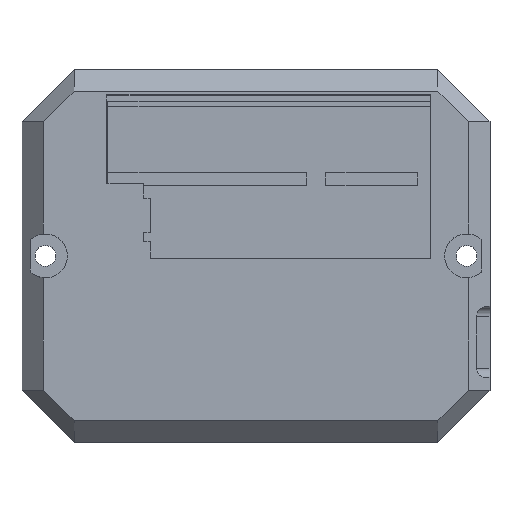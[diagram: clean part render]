
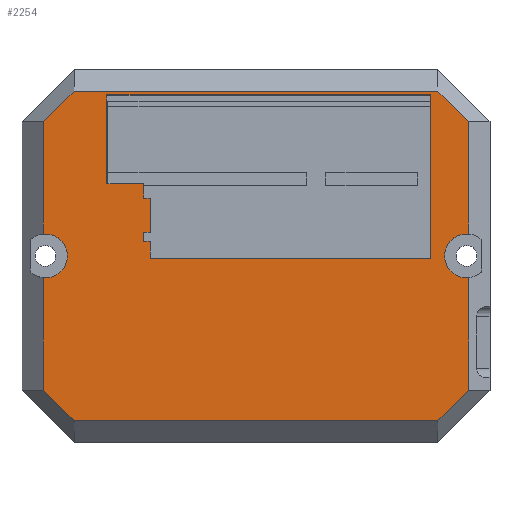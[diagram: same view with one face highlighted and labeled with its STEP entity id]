
A CAD part, top view. The second image highlights one B-rep face of the part: STEP entity #2254.
In plain terms, the highlighted planar face has unit normal (0, 0, 1).
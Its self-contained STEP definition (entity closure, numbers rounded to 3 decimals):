
#21=FACE_BOUND('',#307,.T.);
#70=PLANE('',#2405);
#184=FACE_OUTER_BOUND('',#306,.T.);
#306=EDGE_LOOP('',(#1783,#1784,#1785,#1786,#1787,#1788,#1789,#1790,#1791,
#1792,#1793,#1794));
#307=EDGE_LOOP('',(#1795,#1796,#1797,#1798,#1799,#1800,#1801,#1802,#1803,
#1804,#1805,#1806));
#418=LINE('',#3143,#717);
#425=LINE('',#3157,#724);
#431=LINE('',#3170,#730);
#435=LINE('',#3181,#734);
#437=LINE('',#3184,#736);
#442=LINE('',#3195,#741);
#445=LINE('',#3201,#744);
#447=LINE('',#3205,#746);
#449=LINE('',#3212,#748);
#450=LINE('',#3214,#749);
#478=LINE('',#3285,#777);
#481=LINE('',#3291,#780);
#483=LINE('',#3295,#782);
#485=LINE('',#3299,#784);
#487=LINE('',#3303,#786);
#489=LINE('',#3307,#788);
#491=LINE('',#3311,#790);
#493=LINE('',#3315,#792);
#495=LINE('',#3318,#794);
#496=LINE('',#3321,#795);
#498=LINE('',#3325,#797);
#500=LINE('',#3328,#799);
#717=VECTOR('',#2545,10.);
#724=VECTOR('',#2556,10.);
#730=VECTOR('',#2566,10.);
#734=VECTOR('',#2576,10.);
#736=VECTOR('',#2578,10.);
#741=VECTOR('',#2587,10.);
#744=VECTOR('',#2594,10.);
#746=VECTOR('',#2598,10.);
#748=VECTOR('',#2604,10.);
#749=VECTOR('',#2607,10.);
#777=VECTOR('',#2675,10.);
#780=VECTOR('',#2680,10.);
#782=VECTOR('',#2684,10.);
#784=VECTOR('',#2688,10.);
#786=VECTOR('',#2692,10.);
#788=VECTOR('',#2696,10.);
#790=VECTOR('',#2700,10.);
#792=VECTOR('',#2704,10.);
#794=VECTOR('',#2708,10.);
#795=VECTOR('',#2711,10.);
#797=VECTOR('',#2715,10.);
#799=VECTOR('',#2719,10.);
#997=CIRCLE('',#2380,3.375);
#998=CIRCLE('',#2382,3.375);
#1032=VERTEX_POINT('',#3137);
#1034=VERTEX_POINT('',#3141);
#1038=VERTEX_POINT('',#3152);
#1039=VERTEX_POINT('',#3155);
#1042=VERTEX_POINT('',#3164);
#1044=VERTEX_POINT('',#3168);
#1048=VERTEX_POINT('',#3179);
#1049=VERTEX_POINT('',#3183);
#1051=VERTEX_POINT('',#3189);
#1053=VERTEX_POINT('',#3193);
#1055=VERTEX_POINT('',#3204);
#1058=VERTEX_POINT('',#3210);
#1080=VERTEX_POINT('',#3282);
#1081=VERTEX_POINT('',#3284);
#1082=VERTEX_POINT('',#3288);
#1083=VERTEX_POINT('',#3290);
#1084=VERTEX_POINT('',#3294);
#1085=VERTEX_POINT('',#3298);
#1086=VERTEX_POINT('',#3302);
#1087=VERTEX_POINT('',#3306);
#1088=VERTEX_POINT('',#3310);
#1089=VERTEX_POINT('',#3314);
#1090=VERTEX_POINT('',#3320);
#1091=VERTEX_POINT('',#3324);
#1255=EDGE_CURVE('',#1034,#1032,#418,.T.);
#1262=EDGE_CURVE('',#1039,#1038,#425,.T.);
#1268=EDGE_CURVE('',#1044,#1042,#431,.T.);
#1273=EDGE_CURVE('',#1048,#1044,#435,.T.);
#1275=EDGE_CURVE('',#1032,#1049,#437,.T.);
#1281=EDGE_CURVE('',#1053,#1051,#442,.T.);
#1284=EDGE_CURVE('',#1042,#1053,#445,.T.);
#1286=EDGE_CURVE('',#1051,#1055,#447,.T.);
#1290=EDGE_CURVE('',#1058,#1039,#449,.T.);
#1291=EDGE_CURVE('',#1038,#1034,#450,.T.);
#1314=EDGE_CURVE('',#1048,#1049,#997,.T.);
#1315=EDGE_CURVE('',#1058,#1055,#998,.T.);
#1327=EDGE_CURVE('',#1081,#1080,#478,.T.);
#1330=EDGE_CURVE('',#1083,#1082,#481,.T.);
#1332=EDGE_CURVE('',#1084,#1083,#483,.T.);
#1334=EDGE_CURVE('',#1085,#1084,#485,.T.);
#1336=EDGE_CURVE('',#1086,#1085,#487,.T.);
#1338=EDGE_CURVE('',#1087,#1086,#489,.T.);
#1340=EDGE_CURVE('',#1088,#1087,#491,.T.);
#1342=EDGE_CURVE('',#1089,#1088,#493,.T.);
#1344=EDGE_CURVE('',#1080,#1089,#495,.T.);
#1345=EDGE_CURVE('',#1090,#1081,#496,.T.);
#1347=EDGE_CURVE('',#1091,#1090,#498,.T.);
#1349=EDGE_CURVE('',#1082,#1091,#500,.T.);
#1783=ORIENTED_EDGE('',*,*,#1273,.F.);
#1784=ORIENTED_EDGE('',*,*,#1314,.T.);
#1785=ORIENTED_EDGE('',*,*,#1275,.F.);
#1786=ORIENTED_EDGE('',*,*,#1255,.F.);
#1787=ORIENTED_EDGE('',*,*,#1291,.F.);
#1788=ORIENTED_EDGE('',*,*,#1262,.F.);
#1789=ORIENTED_EDGE('',*,*,#1290,.F.);
#1790=ORIENTED_EDGE('',*,*,#1315,.T.);
#1791=ORIENTED_EDGE('',*,*,#1286,.F.);
#1792=ORIENTED_EDGE('',*,*,#1281,.F.);
#1793=ORIENTED_EDGE('',*,*,#1284,.F.);
#1794=ORIENTED_EDGE('',*,*,#1268,.F.);
#1795=ORIENTED_EDGE('',*,*,#1349,.T.);
#1796=ORIENTED_EDGE('',*,*,#1347,.T.);
#1797=ORIENTED_EDGE('',*,*,#1345,.T.);
#1798=ORIENTED_EDGE('',*,*,#1327,.T.);
#1799=ORIENTED_EDGE('',*,*,#1344,.T.);
#1800=ORIENTED_EDGE('',*,*,#1342,.T.);
#1801=ORIENTED_EDGE('',*,*,#1340,.T.);
#1802=ORIENTED_EDGE('',*,*,#1338,.T.);
#1803=ORIENTED_EDGE('',*,*,#1336,.T.);
#1804=ORIENTED_EDGE('',*,*,#1334,.T.);
#1805=ORIENTED_EDGE('',*,*,#1332,.T.);
#1806=ORIENTED_EDGE('',*,*,#1330,.T.);
#2254=ADVANCED_FACE('',(#184,#21),#70,.T.);
#2380=AXIS2_PLACEMENT_3D('',#3258,#2644,#2645);
#2382=AXIS2_PLACEMENT_3D('',#3260,#2648,#2649);
#2405=AXIS2_PLACEMENT_3D('',#3334,#2728,#2729);
#2545=DIRECTION('',(-0.707,0.707,0.));
#2556=DIRECTION('',(-0.707,-0.707,0.));
#2566=DIRECTION('',(0.707,0.707,0.));
#2576=DIRECTION('',(0.,1.,0.));
#2578=DIRECTION('',(0.,1.,0.));
#2587=DIRECTION('',(0.707,-0.707,0.));
#2594=DIRECTION('',(1.,0.,0.));
#2598=DIRECTION('',(0.,-1.,0.));
#2604=DIRECTION('',(0.,-1.,0.));
#2607=DIRECTION('',(-1.,0.,0.));
#2644=DIRECTION('center_axis',(0.,0.,-1.));
#2645=DIRECTION('ref_axis',(1.,0.,0.));
#2648=DIRECTION('center_axis',(0.,0.,-1.));
#2649=DIRECTION('ref_axis',(1.,0.,0.));
#2675=DIRECTION('',(-1.,0.,0.));
#2680=DIRECTION('',(-1.,0.,0.));
#2684=DIRECTION('',(0.,1.,0.));
#2688=DIRECTION('',(-1.,0.,0.));
#2692=DIRECTION('',(0.,1.,0.));
#2696=DIRECTION('',(1.,0.,0.));
#2700=DIRECTION('',(0.,1.,0.));
#2704=DIRECTION('',(-1.,0.,0.));
#2708=DIRECTION('',(0.,1.,0.));
#2711=DIRECTION('',(0.,-1.,0.));
#2715=DIRECTION('',(1.,0.,0.));
#2719=DIRECTION('',(0.,1.,0.));
#2728=DIRECTION('center_axis',(0.,0.,1.));
#2729=DIRECTION('ref_axis',(1.,0.,0.));
#3137=CARTESIAN_POINT('',(-32.65,-20.625,4.));
#3141=CARTESIAN_POINT('',(-27.95,-25.325,4.));
#3143=CARTESIAN_POINT('',(-30.469,-22.806,4.));
#3152=CARTESIAN_POINT('',(27.95,-25.325,4.));
#3155=CARTESIAN_POINT('',(32.65,-20.625,4.));
#3157=CARTESIAN_POINT('',(26.469,-26.806,4.));
#3164=CARTESIAN_POINT('',(-27.95,25.325,4.));
#3168=CARTESIAN_POINT('',(-32.65,20.625,4.));
#3170=CARTESIAN_POINT('',(-26.469,26.806,4.));
#3179=CARTESIAN_POINT('',(-32.65,3.362,4.));
#3181=CARTESIAN_POINT('',(-32.65,14.313,4.));
#3183=CARTESIAN_POINT('',(-32.65,-3.362,4.));
#3184=CARTESIAN_POINT('',(-32.65,14.313,4.));
#3189=CARTESIAN_POINT('',(32.65,20.625,4.));
#3193=CARTESIAN_POINT('',(27.95,25.325,4.));
#3195=CARTESIAN_POINT('',(30.469,22.806,4.));
#3201=CARTESIAN_POINT('',(17.975,25.325,4.));
#3204=CARTESIAN_POINT('',(32.65,3.362,4.));
#3205=CARTESIAN_POINT('',(32.65,-14.313,4.));
#3210=CARTESIAN_POINT('',(32.65,-3.362,4.));
#3212=CARTESIAN_POINT('',(32.65,-14.313,4.));
#3214=CARTESIAN_POINT('',(-17.975,-25.325,4.));
#3258=CARTESIAN_POINT('Origin',(-32.35,0.,4.));
#3260=CARTESIAN_POINT('Origin',(32.35,0.,4.));
#3282=CARTESIAN_POINT('',(-16.25,-0.375,4.));
#3284=CARTESIAN_POINT('',(26.85,-0.375,4.));
#3285=CARTESIAN_POINT('',(-16.25,-0.375,4.));
#3288=CARTESIAN_POINT('',(-22.9,11.125,4.));
#3290=CARTESIAN_POINT('',(-17.25,11.125,4.));
#3291=CARTESIAN_POINT('',(-17.25,11.125,4.));
#3294=CARTESIAN_POINT('',(-17.25,8.875,4.));
#3295=CARTESIAN_POINT('',(-17.25,10.375,4.));
#3298=CARTESIAN_POINT('',(-16.25,8.875,4.));
#3299=CARTESIAN_POINT('',(-16.25,8.875,4.));
#3302=CARTESIAN_POINT('',(-16.25,3.625,4.));
#3303=CARTESIAN_POINT('',(-16.25,8.875,4.));
#3306=CARTESIAN_POINT('',(-17.25,3.625,4.));
#3307=CARTESIAN_POINT('',(-16.25,3.625,4.));
#3310=CARTESIAN_POINT('',(-17.25,2.225,4.));
#3311=CARTESIAN_POINT('',(-17.25,3.625,4.));
#3314=CARTESIAN_POINT('',(-16.25,2.225,4.));
#3315=CARTESIAN_POINT('',(-17.25,2.225,4.));
#3318=CARTESIAN_POINT('',(-16.25,2.225,4.));
#3320=CARTESIAN_POINT('',(26.85,24.725,4.));
#3321=CARTESIAN_POINT('',(26.85,24.725,4.));
#3324=CARTESIAN_POINT('',(-22.9,24.725,4.));
#3325=CARTESIAN_POINT('',(-26.85,24.725,4.));
#3328=CARTESIAN_POINT('',(-22.9,11.125,4.));
#3334=CARTESIAN_POINT('Origin',(0.,0.,4.));
